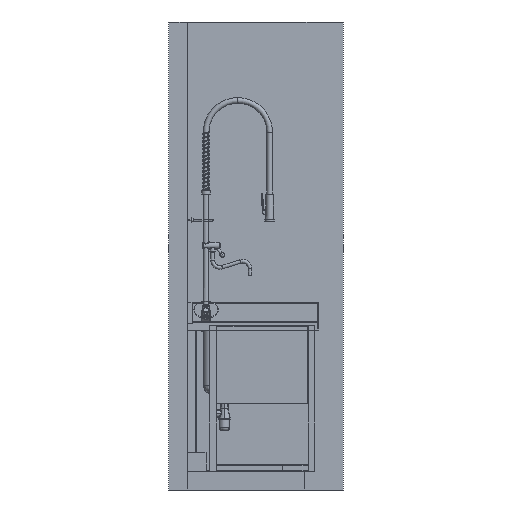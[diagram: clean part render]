
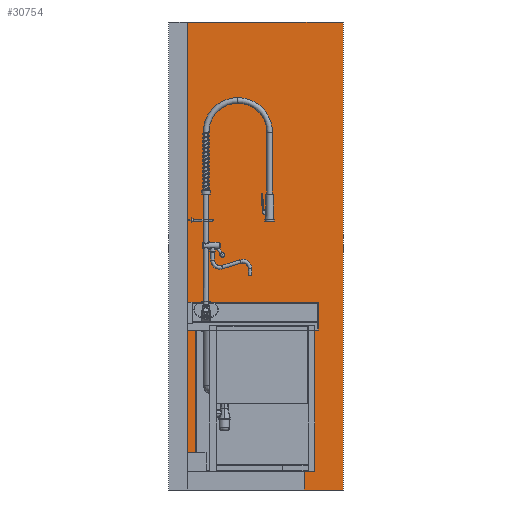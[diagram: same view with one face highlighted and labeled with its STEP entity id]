
A CAD part, left-side view. The second image highlights one B-rep face of the part: STEP entity #30754.
In plain terms, the highlighted planar face has unit normal (-1, -0.014, 0).
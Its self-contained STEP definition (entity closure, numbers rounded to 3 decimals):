
#533 = CARTESIAN_POINT ( 'NONE',  ( 0., 0., 2500. ) ) ;
#1061 = EDGE_CURVE ( 'NONE', #28481, #10129, #27992, .T. ) ;
#3658 = DIRECTION ( 'NONE',  ( -0.014, 1., 0. ) ) ;
#4125 = VECTOR ( 'NONE', #11285, 1000. ) ;
#4143 = CARTESIAN_POINT ( 'NONE',  ( 8.493, -602.94, 100. ) ) ;
#4208 = ORIENTED_EDGE ( 'NONE', *, *, #17497, .T. ) ;
#4284 = LINE ( 'NONE', #19912, #20295 ) ;
#4355 = ORIENTED_EDGE ( 'NONE', *, *, #31825, .F. ) ;
#4369 = LINE ( 'NONE', #14563, #4125 ) ;
#4888 = ORIENTED_EDGE ( 'NONE', *, *, #21439, .T. ) ;
#6602 = VERTEX_POINT ( 'NONE', #533 ) ;
#6703 = CARTESIAN_POINT ( 'NONE',  ( 8.493, -602.94, 100. ) ) ;
#7331 = DIRECTION ( 'NONE',  ( 0., 0., -1. ) ) ;
#7620 = CARTESIAN_POINT ( 'NONE',  ( 0., 0., 2500. ) ) ;
#9924 = CARTESIAN_POINT ( 'NONE',  ( 8.493, -602.94, 0. ) ) ;
#10129 = VERTEX_POINT ( 'NONE', #9924 ) ;
#10671 = EDGE_CURVE ( 'NONE', #13040, #16272, #4284, .T. ) ;
#11285 = DIRECTION ( 'NONE',  ( 0., 0., -1. ) ) ;
#11479 = FACE_OUTER_BOUND ( 'NONE', #18708, .T. ) ;
#13040 = VERTEX_POINT ( 'NONE', #34062 ) ;
#13520 = LINE ( 'NONE', #23091, #41712 ) ;
#14081 = AXIS2_PLACEMENT_3D ( 'NONE', #7620, #27574, #37960 ) ;
#14563 = CARTESIAN_POINT ( 'NONE',  ( 0., 0., 2500. ) ) ;
#15776 = VERTEX_POINT ( 'NONE', #33097 ) ;
#15979 = VECTOR ( 'NONE', #27263, 1000. ) ;
#16272 = VERTEX_POINT ( 'NONE', #39334 ) ;
#17497 = EDGE_CURVE ( 'NONE', #6602, #15776, #4369, .T. ) ;
#17784 = PLANE ( 'NONE',  #14081 ) ;
#18708 = EDGE_LOOP ( 'NONE', ( #27163, #4888, #27857, #41878, #4208, #4355 ) ) ;
#19912 = CARTESIAN_POINT ( 'NONE',  ( 11.732, -832.917, 2500. ) ) ;
#20295 = VECTOR ( 'NONE', #7331, 1000. ) ;
#21439 = EDGE_CURVE ( 'NONE', #10129, #16272, #13520, .T. ) ;
#22635 = VECTOR ( 'NONE', #37322, 1000. ) ;
#22885 = DIRECTION ( 'NONE',  ( 0.014, -1., 0. ) ) ;
#23091 = CARTESIAN_POINT ( 'NONE',  ( 0., 0., 0. ) ) ;
#23175 = VECTOR ( 'NONE', #3658, 1000. ) ;
#27163 = ORIENTED_EDGE ( 'NONE', *, *, #1061, .T. ) ;
#27263 = DIRECTION ( 'NONE',  ( 0.014, -1., 0. ) ) ;
#27482 = CARTESIAN_POINT ( 'NONE',  ( 0., 0., 2500. ) ) ;
#27574 = DIRECTION ( 'NONE',  ( 1., 0.014, 0. ) ) ;
#27857 = ORIENTED_EDGE ( 'NONE', *, *, #10671, .F. ) ;
#27992 = LINE ( 'NONE', #4143, #22635 ) ;
#28481 = VERTEX_POINT ( 'NONE', #33001 ) ;
#30754 = ADVANCED_FACE ( 'NONE', ( #11479 ), #17784, .F. ) ;
#31825 = EDGE_CURVE ( 'NONE', #28481, #15776, #36416, .T. ) ;
#33001 = CARTESIAN_POINT ( 'NONE',  ( 8.493, -602.94, 100. ) ) ;
#33097 = CARTESIAN_POINT ( 'NONE',  ( 0., 0., 100. ) ) ;
#34062 = CARTESIAN_POINT ( 'NONE',  ( 11.732, -832.917, 2500. ) ) ;
#36416 = LINE ( 'NONE', #6703, #23175 ) ;
#36800 = LINE ( 'NONE', #27482, #15979 ) ;
#37322 = DIRECTION ( 'NONE',  ( 0., 0., -1. ) ) ;
#37960 = DIRECTION ( 'NONE',  ( 0., 0., -1. ) ) ;
#39334 = CARTESIAN_POINT ( 'NONE',  ( 11.732, -832.917, 0. ) ) ;
#41712 = VECTOR ( 'NONE', #22885, 1000. ) ;
#41878 = ORIENTED_EDGE ( 'NONE', *, *, #42602, .F. ) ;
#42602 = EDGE_CURVE ( 'NONE', #6602, #13040, #36800, .T. ) ;
